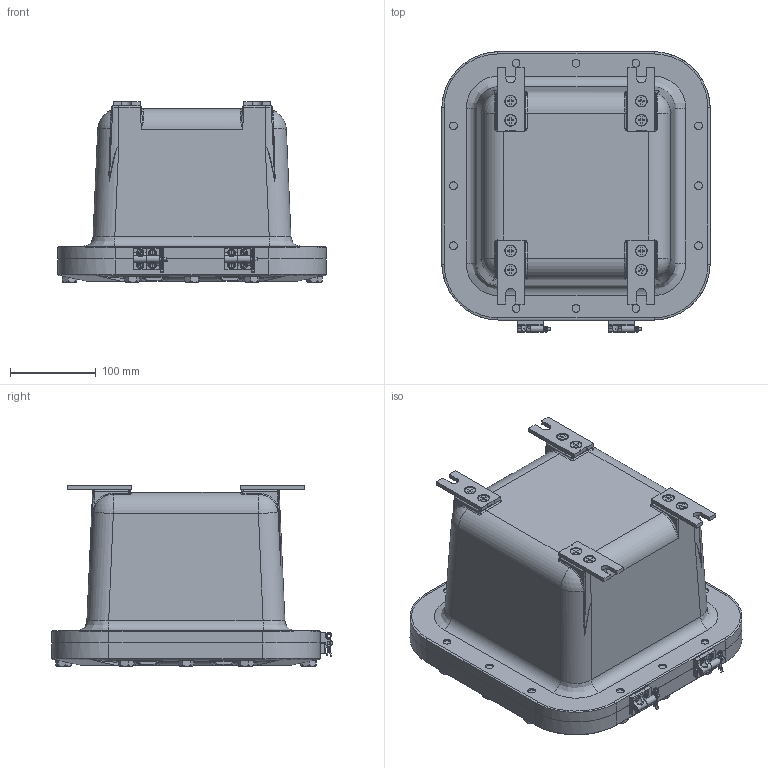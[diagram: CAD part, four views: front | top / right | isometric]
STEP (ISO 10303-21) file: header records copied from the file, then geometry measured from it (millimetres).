
FILE_DESCRIPTION(/* description */ (''),/* implementation_level */ '2;1');
FILE_NAME(/* name */ 'KIL_EXB-886 N34.stp',/* time_stamp */ '2017-11-21T14:26:38+06:00',/* author */ ('ypadmaraja'),/* organization */ (''),/* preprocessor_version */ 'ST-DEVELOPER v16.13',/* originating_system */ 'Autodesk Inventor 2018',/* authorisation */ '');
FILE_SCHEMA (('AUTOMOTIVE_DESIGN { 1 0 10303 214 3 1 1 }'));
Products named in the file (15): EXB-8106 N34; 15675; 15677; 15688; 15703; 14729-gasket-08; 0725115B; KIL00893261; KIL00893261_1; 24558-1; 24557; 24559-1; 24557_1; 17028; SAE J487a - 1/8 x 3/4    Extended Prong Square Cut Type
Assembly tree (45 placements, depth 4):
  EXB-8106 N34
    15675
    15677
    0725115B  x12
    15688  x4
    15703  x8
    14729-gasket-08
    KIL00893261
      24558-1
        24557
        24559-1
      24557_1
      17028  x4
      SAE J487a - 1/8 x 3/4    Extended Prong Square Cut Type
    KIL00893261_1
      24558-1
        24557
        24559-1
      24557_1
      17028  x4
      SAE J487a - 1/8 x 3/4    Extended Prong Square Cut Type
Bounding box: 312.74 x 327.02 x 210.59 mm (x, y, z)
Volume: 5475451.9 mm3; surface area: 768417.4 mm2
Topology: 43 solids, 44 shells, 2912 faces, 7378 edges, 4622 vertices
Faces by surface type: plane 1611, bspline 735, cylinder 334, cone 136, torus 56, sphere 40
Full cylindrical faces by diameter (mm): 1.984 x2, 3.797 x4, 3.816 x2, 3.962 x4, 3.969 x2, 4.013 x8, 4.089 x2, 4.366 x8, 4.826 x4, 4.978 x8, 6.144 x8, 6.35 x4, 7.144 x8, 7.798 x4, 8.179 x8, 8.731 x8, 9.144 x12, 11.125 x12, 11.906 x12, 13.494 x8, 15.367 x12
Entity records: 68652 total; most frequent: CARTESIAN_POINT 28168, ORIENTED_EDGE 8690, DIRECTION 6438, EDGE_CURVE 4345, VERTEX_POINT 2811, LINE 2408, VECTOR 2408, EDGE_LOOP 2070
